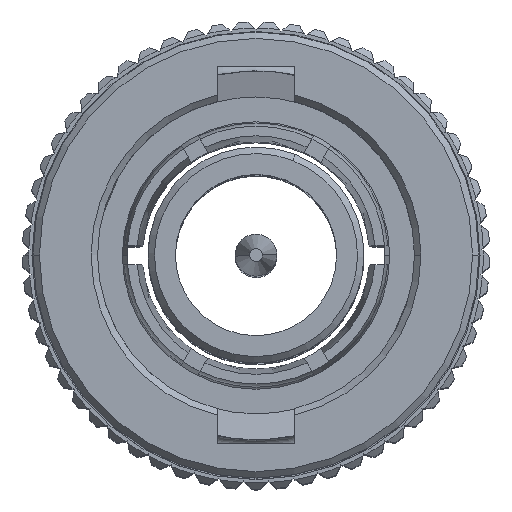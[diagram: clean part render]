
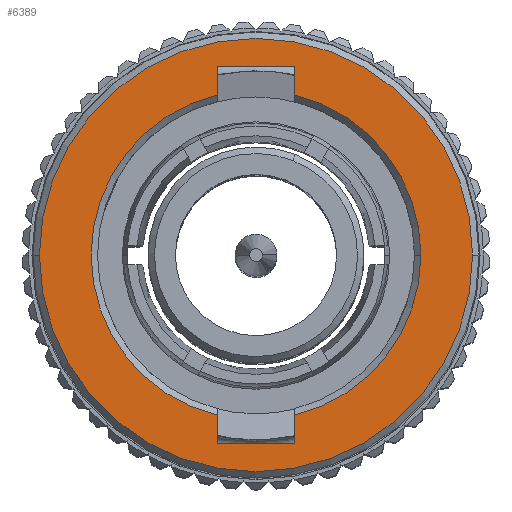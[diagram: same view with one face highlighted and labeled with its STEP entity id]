
A CAD part, top view. The second image highlights one B-rep face of the part: STEP entity #6389.
In plain terms, the highlighted planar face has unit normal (0, 0, 1).
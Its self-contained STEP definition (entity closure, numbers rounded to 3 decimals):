
#184 = DIRECTION ( 'NONE',  ( 0., -1., 0. ) ) ;
#293 = VERTEX_POINT ( 'NONE', #2495 ) ;
#618 = CARTESIAN_POINT ( 'NONE',  ( 0., 0., 31.6 ) ) ;
#972 = AXIS2_PLACEMENT_3D ( 'NONE', #11961, #20143, #12083 ) ;
#1065 = VECTOR ( 'NONE', #19151, 1000. ) ;
#1376 = CARTESIAN_POINT ( 'NONE',  ( -1.2, -4.972, 31.6 ) ) ;
#1444 = CIRCLE ( 'NONE', #18221, 5.115 ) ;
#1798 = DIRECTION ( 'NONE',  ( -1., 0., 0. ) ) ;
#1807 = CIRCLE ( 'NONE', #24165, 5.115 ) ;
#2495 = CARTESIAN_POINT ( 'NONE',  ( 1.2, 5.85, 31.6 ) ) ;
#2597 = AXIS2_PLACEMENT_3D ( 'NONE', #12753, #4521, #8278 ) ;
#3127 = ORIENTED_EDGE ( 'NONE', *, *, #9329, .F. ) ;
#3551 = DIRECTION ( 'NONE',  ( 0., 0., -1. ) ) ;
#3715 = DIRECTION ( 'NONE',  ( 0., -1., 0. ) ) ;
#3811 = ORIENTED_EDGE ( 'NONE', *, *, #3916, .F. ) ;
#3916 = EDGE_CURVE ( 'NONE', #22913, #7620, #4904, .T. ) ;
#4244 = DIRECTION ( 'NONE',  ( 0., 0., -1. ) ) ;
#4416 = CARTESIAN_POINT ( 'NONE',  ( 0., 5.115, 31.6 ) ) ;
#4521 = DIRECTION ( 'NONE',  ( 0., 0., -1. ) ) ;
#4533 = VECTOR ( 'NONE', #15758, 1000. ) ;
#4538 = CARTESIAN_POINT ( 'NONE',  ( -1.2, 5.85, 31.6 ) ) ;
#4904 = CIRCLE ( 'NONE', #17397, 6.72 ) ;
#5070 = VERTEX_POINT ( 'NONE', #8671 ) ;
#5281 = ORIENTED_EDGE ( 'NONE', *, *, #22716, .T. ) ;
#5752 = DIRECTION ( 'NONE',  ( 1., 0., 0. ) ) ;
#6150 = ORIENTED_EDGE ( 'NONE', *, *, #22911, .F. ) ;
#6389 = ADVANCED_FACE ( 'NONE', ( #8464, #14139 ), #26660, .T. ) ;
#6901 = DIRECTION ( 'NONE',  ( 0., 0., -1. ) ) ;
#7511 = LINE ( 'NONE', #26516, #4533 ) ;
#7620 = VERTEX_POINT ( 'NONE', #11159 ) ;
#7911 = LINE ( 'NONE', #11971, #8430 ) ;
#8002 = CARTESIAN_POINT ( 'NONE',  ( 1.2, 5.85, 31.6 ) ) ;
#8278 = DIRECTION ( 'NONE',  ( -1., 0., 0. ) ) ;
#8430 = VECTOR ( 'NONE', #5752, 1000. ) ;
#8464 = FACE_BOUND ( 'NONE', #26201, .T. ) ;
#8671 = CARTESIAN_POINT ( 'NONE',  ( 5.115, 0., 31.6 ) ) ;
#8868 = VERTEX_POINT ( 'NONE', #10350 ) ;
#8905 = CARTESIAN_POINT ( 'NONE',  ( 1.2, 5.85, 31.6 ) ) ;
#9329 = EDGE_CURVE ( 'NONE', #7620, #22913, #12579, .T. ) ;
#9471 = ORIENTED_EDGE ( 'NONE', *, *, #11481, .F. ) ;
#9879 = CARTESIAN_POINT ( 'NONE',  ( 0., 0., 31.6 ) ) ;
#10125 = VERTEX_POINT ( 'NONE', #14140 ) ;
#10195 = ORIENTED_EDGE ( 'NONE', *, *, #14282, .T. ) ;
#10350 = CARTESIAN_POINT ( 'NONE',  ( 1.2, -4.972, 31.6 ) ) ;
#10404 = CARTESIAN_POINT ( 'NONE',  ( -1.2, 5.85, 31.6 ) ) ;
#10493 = DIRECTION ( 'NONE',  ( 1., 0., 0. ) ) ;
#10961 = VERTEX_POINT ( 'NONE', #21544 ) ;
#11159 = CARTESIAN_POINT ( 'NONE',  ( -6.72, 0., 31.6 ) ) ;
#11220 = ORIENTED_EDGE ( 'NONE', *, *, #17710, .F. ) ;
#11243 = VECTOR ( 'NONE', #184, 1000. ) ;
#11481 = EDGE_CURVE ( 'NONE', #14966, #10125, #7911, .T. ) ;
#11782 = LINE ( 'NONE', #8002, #12921 ) ;
#11961 = CARTESIAN_POINT ( 'NONE',  ( 0., 0., 31.6 ) ) ;
#11971 = CARTESIAN_POINT ( 'NONE',  ( -1.2, -5.85, 31.6 ) ) ;
#12041 = CARTESIAN_POINT ( 'NONE',  ( 6.72, 0., 31.6 ) ) ;
#12083 = DIRECTION ( 'NONE',  ( -1., 0., 0. ) ) ;
#12335 = CARTESIAN_POINT ( 'NONE',  ( -1.2, 5.85, 31.6 ) ) ;
#12449 = EDGE_LOOP ( 'NONE', ( #3127, #3811 ) ) ;
#12579 = CIRCLE ( 'NONE', #972, 6.72 ) ;
#12753 = CARTESIAN_POINT ( 'NONE',  ( 0., 0., 31.6 ) ) ;
#12921 = VECTOR ( 'NONE', #16240, 1000. ) ;
#13907 = CARTESIAN_POINT ( 'NONE',  ( -1.2, -5.85, 31.6 ) ) ;
#14139 = FACE_OUTER_BOUND ( 'NONE', #12449, .T. ) ;
#14140 = CARTESIAN_POINT ( 'NONE',  ( 1.2, -5.85, 31.6 ) ) ;
#14282 = EDGE_CURVE ( 'NONE', #22222, #10961, #1444, .T. ) ;
#14966 = VERTEX_POINT ( 'NONE', #13907 ) ;
#15139 = ORIENTED_EDGE ( 'NONE', *, *, #21711, .T. ) ;
#15156 = DIRECTION ( 'NONE',  ( -1., 0., 0. ) ) ;
#15758 = DIRECTION ( 'NONE',  ( -1., 0., 0. ) ) ;
#16240 = DIRECTION ( 'NONE',  ( 0., 1., 0. ) ) ;
#16609 = ORIENTED_EDGE ( 'NONE', *, *, #18299, .F. ) ;
#17397 = AXIS2_PLACEMENT_3D ( 'NONE', #618, #6901, #15156 ) ;
#17422 = VERTEX_POINT ( 'NONE', #4538 ) ;
#17647 = ORIENTED_EDGE ( 'NONE', *, *, #25304, .F. ) ;
#17710 = EDGE_CURVE ( 'NONE', #17422, #10961, #20530, .T. ) ;
#18221 = AXIS2_PLACEMENT_3D ( 'NONE', #21203, #4244, #19059 ) ;
#18299 = EDGE_CURVE ( 'NONE', #22222, #14966, #25341, .T. ) ;
#18384 = CARTESIAN_POINT ( 'NONE',  ( 1.2, 4.972, 31.6 ) ) ;
#18516 = VECTOR ( 'NONE', #3715, 1000. ) ;
#18566 = DIRECTION ( 'NONE',  ( 0., 0., 1. ) ) ;
#19059 = DIRECTION ( 'NONE',  ( -1., 0., 0. ) ) ;
#19151 = DIRECTION ( 'NONE',  ( 0., 1., 0. ) ) ;
#20143 = DIRECTION ( 'NONE',  ( 0., 0., -1. ) ) ;
#20530 = LINE ( 'NONE', #12335, #18516 ) ;
#21203 = CARTESIAN_POINT ( 'NONE',  ( 0., 0., 31.6 ) ) ;
#21295 = LINE ( 'NONE', #8905, #1065 ) ;
#21544 = CARTESIAN_POINT ( 'NONE',  ( -1.2, 4.972, 31.6 ) ) ;
#21711 = EDGE_CURVE ( 'NONE', #25833, #5070, #1807, .T. ) ;
#22222 = VERTEX_POINT ( 'NONE', #1376 ) ;
#22363 = CIRCLE ( 'NONE', #2597, 5.115 ) ;
#22716 = EDGE_CURVE ( 'NONE', #5070, #8868, #22363, .T. ) ;
#22911 = EDGE_CURVE ( 'NONE', #10125, #8868, #11782, .T. ) ;
#22913 = VERTEX_POINT ( 'NONE', #12041 ) ;
#22952 = AXIS2_PLACEMENT_3D ( 'NONE', #4416, #18566, #10493 ) ;
#24165 = AXIS2_PLACEMENT_3D ( 'NONE', #9879, #3551, #1798 ) ;
#24949 = ORIENTED_EDGE ( 'NONE', *, *, #26378, .F. ) ;
#25304 = EDGE_CURVE ( 'NONE', #293, #17422, #7511, .T. ) ;
#25341 = LINE ( 'NONE', #10404, #11243 ) ;
#25833 = VERTEX_POINT ( 'NONE', #18384 ) ;
#26201 = EDGE_LOOP ( 'NONE', ( #24949, #15139, #5281, #6150, #9471, #16609, #10195, #11220, #17647 ) ) ;
#26378 = EDGE_CURVE ( 'NONE', #25833, #293, #21295, .T. ) ;
#26516 = CARTESIAN_POINT ( 'NONE',  ( -1.2, 5.85, 31.6 ) ) ;
#26660 = PLANE ( 'NONE',  #22952 ) ;
